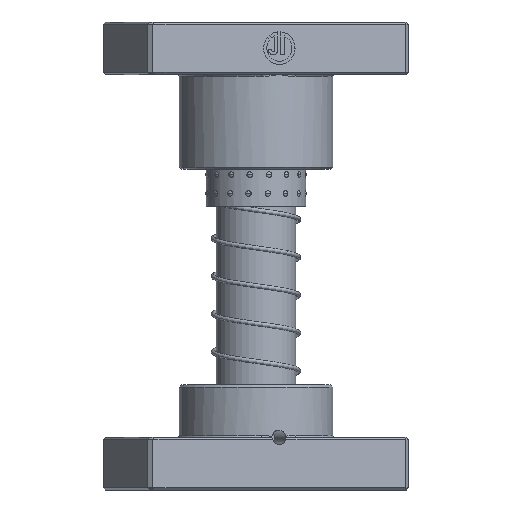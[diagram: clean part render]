
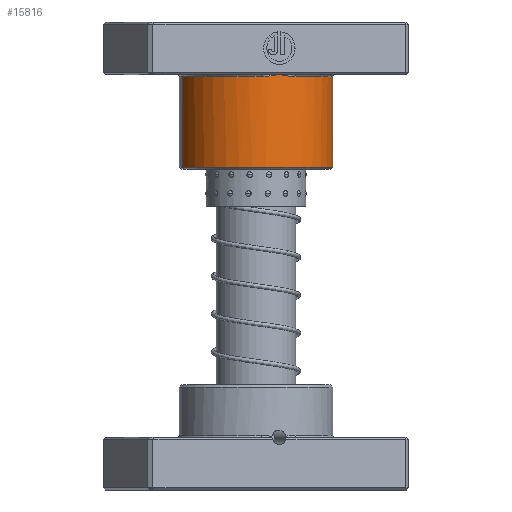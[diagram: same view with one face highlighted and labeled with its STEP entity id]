
A CAD part, front view. The second image highlights one B-rep face of the part: STEP entity #15816.
In plain terms, the highlighted cylindrical face has radius 36.5 mm (diameter 73 mm), a partial arc.
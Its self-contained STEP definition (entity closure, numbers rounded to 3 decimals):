
#1020 = CARTESIAN_POINT ( 'NONE',  ( 0., 0., 70. ) ) ;
#1182 = VERTEX_POINT ( 'NONE', #35452 ) ;
#1375 = AXIS2_PLACEMENT_3D ( 'NONE', #25685, #5631, #29105 ) ;
#1576 = CARTESIAN_POINT ( 'NONE',  ( -1.4, 36.475, 25.234 ) ) ;
#2012 = VECTOR ( 'NONE', #25466, 1000. ) ;
#2067 = DIRECTION ( 'NONE',  ( 0., 0., -1. ) ) ;
#3618 = VERTEX_POINT ( 'NONE', #32206 ) ;
#3777 = CIRCLE ( 'NONE', #4233, 36.5 ) ;
#4233 = AXIS2_PLACEMENT_3D ( 'NONE', #22099, #2067, #25453 ) ;
#4531 = ORIENTED_EDGE ( 'NONE', *, *, #42231, .T. ) ;
#4721 = EDGE_CURVE ( 'NONE', #13577, #19943, #42349, .T. ) ;
#4899 = CARTESIAN_POINT ( 'NONE',  ( 7.68, 35.69, 26. ) ) ;
#4917 = CARTESIAN_POINT ( 'NONE',  ( -2.798, 36.399, 25.459 ) ) ;
#5631 = DIRECTION ( 'NONE',  ( 0., 0., 1. ) ) ;
#8235 = CARTESIAN_POINT ( 'NONE',  ( 8.373, 35.527, 26. ) ) ;
#8256 = CARTESIAN_POINT ( 'NONE',  ( -4.89, 36.178, 25.754 ) ) ;
#8367 = EDGE_LOOP ( 'NONE', ( #40834, #11231, #4531, #28095, #22419, #20465, #25461 ) ) ;
#8762 = CARTESIAN_POINT ( 'NONE',  ( 36.5, 0., 70. ) ) ;
#11231 = ORIENTED_EDGE ( 'NONE', *, *, #17562, .T. ) ;
#11652 = CARTESIAN_POINT ( 'NONE',  ( -6.984, 35.833, 25.96 ) ) ;
#11958 = FACE_OUTER_BOUND ( 'NONE', #8367, .T. ) ;
#12522 = VERTEX_POINT ( 'NONE', #40369 ) ;
#13486 = CARTESIAN_POINT ( 'NONE',  ( -36.5, 0., 70. ) ) ;
#13577 = VERTEX_POINT ( 'NONE', #40261 ) ;
#14882 = CARTESIAN_POINT ( 'NONE',  ( -0.349, 36.5, 25.059 ) ) ;
#15007 = CARTESIAN_POINT ( 'NONE',  ( 5.587, 36.077, 25.837 ) ) ;
#15009 = EDGE_CURVE ( 'NONE', #12522, #13577, #38276, .T. ) ;
#15034 = CARTESIAN_POINT ( 'NONE',  ( -8.373, 35.527, 26. ) ) ;
#15731 = CARTESIAN_POINT ( 'NONE',  ( 0., 0., 26. ) ) ;
#15816 = ADVANCED_FACE ( 'NONE', ( #11958 ), #28766, .T. ) ;
#16291 = AXIS2_PLACEMENT_3D ( 'NONE', #1020, #17714, #21094 ) ;
#17562 = EDGE_CURVE ( 'NONE', #28794, #24121, #22968, .T. ) ;
#17714 = DIRECTION ( 'NONE',  ( 0., 0., -1. ) ) ;
#18049 = VECTOR ( 'NONE', #33588, 1000. ) ;
#18269 = CARTESIAN_POINT ( 'NONE',  ( 0., 36.5, 25. ) ) ;
#18391 = CARTESIAN_POINT ( 'NONE',  ( 2.798, 36.42, 25.47 ) ) ;
#19113 = DIRECTION ( 'NONE',  ( 1., 0., 0. ) ) ;
#19943 = VERTEX_POINT ( 'NONE', #34852 ) ;
#20465 = ORIENTED_EDGE ( 'NONE', *, *, #4721, .T. ) ;
#21094 = DIRECTION ( 'NONE',  ( -1., 0., 0. ) ) ;
#21632 = CARTESIAN_POINT ( 'NONE',  ( -0.701, 36.495, 25.118 ) ) ;
#21659 = CIRCLE ( 'NONE', #40605, 36.5 ) ;
#21737 = CARTESIAN_POINT ( 'NONE',  ( 0., 36.5, 25. ) ) ;
#22099 = CARTESIAN_POINT ( 'NONE',  ( 0., 0., 69. ) ) ;
#22419 = ORIENTED_EDGE ( 'NONE', *, *, #15009, .T. ) ;
#22968 = LINE ( 'NONE', #8762, #2012 ) ;
#23822 = EDGE_CURVE ( 'NONE', #3618, #19943, #26950, .T. ) ;
#24121 = VERTEX_POINT ( 'NONE', #41126 ) ;
#24973 = CARTESIAN_POINT ( 'NONE',  ( -1.75, 36.46, 25.291 ) ) ;
#25453 = DIRECTION ( 'NONE',  ( 1., 0., 0. ) ) ;
#25461 = ORIENTED_EDGE ( 'NONE', *, *, #23822, .F. ) ;
#25466 = DIRECTION ( 'NONE',  ( 0., 0., -1. ) ) ;
#25685 = CARTESIAN_POINT ( 'NONE',  ( 0., 0., 26. ) ) ;
#26950 = LINE ( 'NONE', #13486, #18049 ) ;
#28095 = ORIENTED_EDGE ( 'NONE', *, *, #29967, .T. ) ;
#28384 = CARTESIAN_POINT ( 'NONE',  ( -3.495, 36.339, 25.565 ) ) ;
#28766 = CYLINDRICAL_SURFACE ( 'NONE', #16291, 36.5 ) ;
#28794 = VERTEX_POINT ( 'NONE', #32384 ) ;
#29105 = DIRECTION ( 'NONE',  ( 1., 0., 0. ) ) ;
#29967 = EDGE_CURVE ( 'NONE', #1182, #12522, #30214, .T. ) ;
#30214 = B_SPLINE_CURVE_WITH_KNOTS ( 'NONE', 3,
 ( #8235, #4899, #35053, #15007, #38392, #18391, #41746, #21737 ),
 .UNSPECIFIED., .F., .F.,
 ( 4, 2, 2, 4 ),
 ( 0., 0.002, 0.004, 0.009 ),
 .UNSPECIFIED. ) ;
#31745 = CARTESIAN_POINT ( 'NONE',  ( -5.587, 36.077, 25.837 ) ) ;
#32206 = CARTESIAN_POINT ( 'NONE',  ( -36.5, 0., 69. ) ) ;
#32384 = CARTESIAN_POINT ( 'NONE',  ( 36.5, 0., 69. ) ) ;
#33588 = DIRECTION ( 'NONE',  ( 0., 0., -1. ) ) ;
#34852 = CARTESIAN_POINT ( 'NONE',  ( -36.5, 0., 26. ) ) ;
#35053 = CARTESIAN_POINT ( 'NONE',  ( 6.984, 35.833, 25.96 ) ) ;
#35078 = CARTESIAN_POINT ( 'NONE',  ( -7.68, 35.69, 26. ) ) ;
#35452 = CARTESIAN_POINT ( 'NONE',  ( 8.373, 35.527, 26. ) ) ;
#38276 = B_SPLINE_CURVE_WITH_KNOTS ( 'NONE', 3,
 ( #18269, #14882, #21632, #1576, #24973, #4917, #28384, #8256, #31745, #11652, #35078, #15034 ),
 .UNSPECIFIED., .F., .F.,
 ( 4, 2, 2, 2, 2, 4 ),
 ( 0., 0.001, 0.002, 0.004, 0.006, 0.008 ),
 .UNSPECIFIED. ) ;
#38392 = CARTESIAN_POINT ( 'NONE',  ( 4.89, 36.178, 25.754 ) ) ;
#39095 = DIRECTION ( 'NONE',  ( 0., 0., 1. ) ) ;
#40261 = CARTESIAN_POINT ( 'NONE',  ( -8.373, 35.527, 26. ) ) ;
#40369 = CARTESIAN_POINT ( 'NONE',  ( 0., 36.5, 25. ) ) ;
#40605 = AXIS2_PLACEMENT_3D ( 'NONE', #15731, #39095, #19113 ) ;
#40830 = EDGE_CURVE ( 'NONE', #3618, #28794, #3777, .T. ) ;
#40834 = ORIENTED_EDGE ( 'NONE', *, *, #40830, .T. ) ;
#41126 = CARTESIAN_POINT ( 'NONE',  ( 36.5, 0., 26. ) ) ;
#41746 = CARTESIAN_POINT ( 'NONE',  ( 1.403, 36.5, 25.235 ) ) ;
#42231 = EDGE_CURVE ( 'NONE', #24121, #1182, #21659, .T. ) ;
#42349 = CIRCLE ( 'NONE', #1375, 36.5 ) ;
